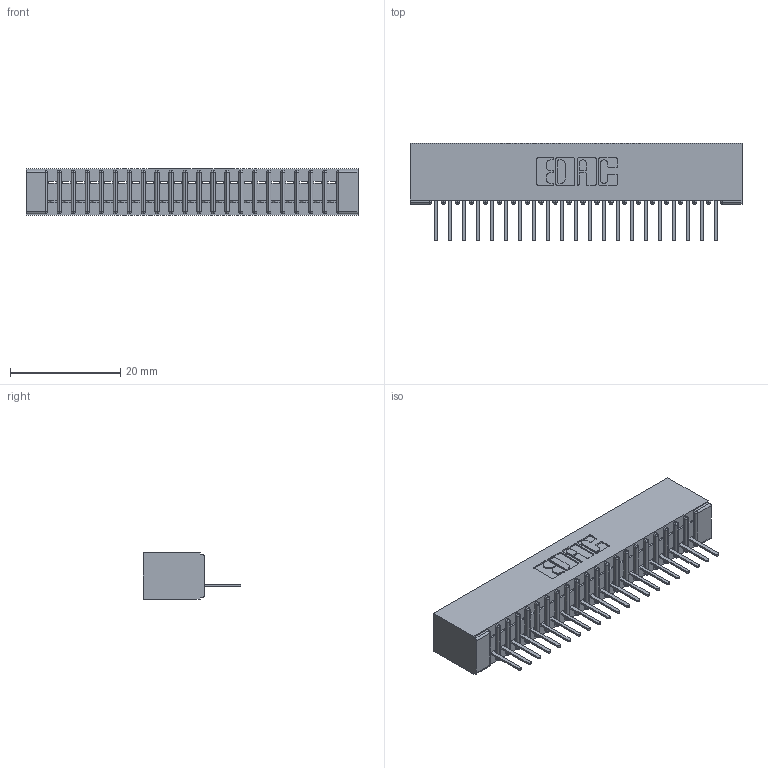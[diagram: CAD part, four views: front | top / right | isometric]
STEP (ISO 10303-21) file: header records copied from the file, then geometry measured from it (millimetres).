
FILE_DESCRIPTION (( 'STEP AP203' ), '1' );
FILE_NAME ('391-021-521-101.STEP', '2018-08-08T19:04:39', ( '' ), ( '' ), 'SwSTEP 2.0', 'SolidWorks 2016', '' );
FILE_SCHEMA (( 'CONFIG_CONTROL_DESIGN' ));
Length unit declared in the file: inch
Products named in the file (3): 391-021-521-101; 341 Part_No Mounting Lugs; 341-292-001_341-292-121
Assembly tree (22 placements, depth 2):
  391-021-521-101
    341 Part_No Mounting Lugs
    341-292-001_341-292-121  x21
Bounding box: 60.33 x 17.7 x 8.38 mm (x, y, z)
Volume: 3431.6 mm3; surface area: 6849.8 mm2
Topology: 22 solids, 22 shells, 1830 faces, 5269 edges, 3382 vertices
Faces by surface type: plane 1135, cylinder 611, sphere 44, torus 40
Entity records: 27262 total; most frequent: CARTESIAN_POINT 4622, ORIENTED_EDGE 4610, DIRECTION 4477, EDGE_CURVE 2305, LINE 1843, VECTOR 1843, VERTEX_POINT 1462, AXIS2_PLACEMENT_3D 1317
